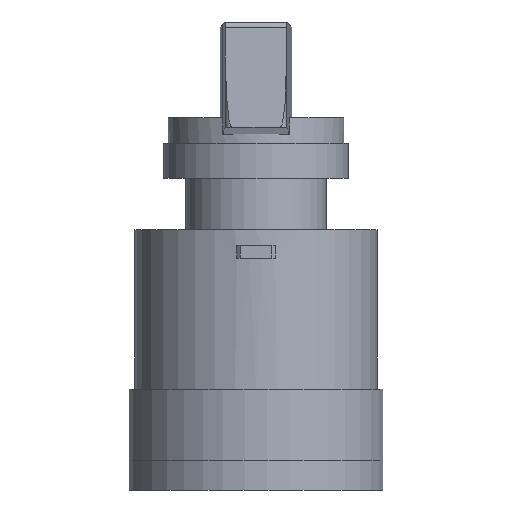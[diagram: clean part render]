
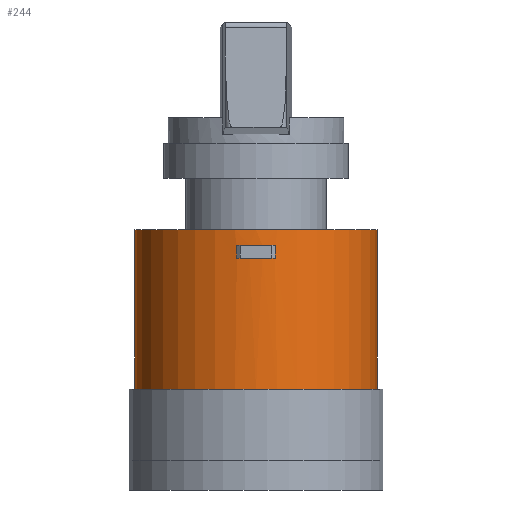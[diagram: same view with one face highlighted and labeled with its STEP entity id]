
A CAD part, front view. The second image highlights one B-rep face of the part: STEP entity #244.
In plain terms, the highlighted cylindrical face has radius 19 mm (diameter 38 mm), a partial arc.
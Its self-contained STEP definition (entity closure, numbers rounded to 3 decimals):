
#167=CARTESIAN_POINT('',(0.,0.0,25.3));
#168=DIRECTION('',(0.0,0.0,1.0));
#169=DIRECTION('',(1.0,0.0,0.0));
#170=AXIS2_PLACEMENT_3D('',#167,#168,#169);
#171=CYLINDRICAL_SURFACE('',#170,19.0);
#172=CARTESIAN_POINT('',(19.,0.0,40.8));
#173=VERTEX_POINT('',#172);
#174=CARTESIAN_POINT('',(19.,0.0,15.8));
#175=VERTEX_POINT('',#174);
#176=CARTESIAN_POINT('',(19.,0.0,40.8));
#177=DIRECTION('',(0.0,0.0,-1.0));
#178=VECTOR('',#177,25.);
#179=LINE('',#176,#178);
#180=EDGE_CURVE('',#173,#175,#179,.T.);
#181=ORIENTED_EDGE('',*,*,#180,.F.);
#182=CARTESIAN_POINT('',(-19.,0.,40.8));
#183=VERTEX_POINT('',#182);
#184=CARTESIAN_POINT('',(0.,0.0,40.8));
#185=DIRECTION('',(0.0,0.0,-1.0));
#186=DIRECTION('',(0.0,1.0,0.0));
#187=AXIS2_PLACEMENT_3D('',#184,#185,#186);
#188=CIRCLE('',#187,19.0);
#189=EDGE_CURVE('',#173,#183,#188,.T.);
#190=ORIENTED_EDGE('',*,*,#189,.T.);
#191=CARTESIAN_POINT('',(-19.,0.,15.8));
#192=VERTEX_POINT('',#191);
#193=CARTESIAN_POINT('',(-19.,0.,40.8));
#194=DIRECTION('',(0.0,0.0,-1.0));
#195=VECTOR('',#194,25.);
#196=LINE('',#193,#195);
#197=EDGE_CURVE('',#183,#192,#196,.T.);
#198=ORIENTED_EDGE('',*,*,#197,.T.);
#199=CARTESIAN_POINT('',(0.,0.0,15.8));
#200=DIRECTION('',(0.0,0.0,-1.0));
#201=DIRECTION('',(1.0,0.0,0.0));
#202=AXIS2_PLACEMENT_3D('',#199,#200,#201);
#203=CIRCLE('',#202,19.0);
#204=EDGE_CURVE('',#175,#192,#203,.T.);
#205=ORIENTED_EDGE('',*,*,#204,.F.);
#206=EDGE_LOOP('',(#181,#190,#198,#205));
#207=FACE_OUTER_BOUND('',#206,.T.);
#208=CARTESIAN_POINT('',(-3.,-18.762,36.3));
#209=VERTEX_POINT('',#208);
#210=CARTESIAN_POINT('',(-3.,-18.762,38.3));
#211=VERTEX_POINT('',#210);
#212=CARTESIAN_POINT('',(-3.,-18.762,36.3));
#213=DIRECTION('',(0.0,0.0,1.0));
#214=VECTOR('',#213,2.0);
#215=LINE('',#212,#214);
#216=EDGE_CURVE('',#209,#211,#215,.T.);
#217=ORIENTED_EDGE('',*,*,#216,.T.);
#218=CARTESIAN_POINT('',(3.,-18.762,38.3));
#219=VERTEX_POINT('',#218);
#220=CARTESIAN_POINT('',(0.,0.0,38.3));
#221=DIRECTION('',(0.0,0.0,1.0));
#222=DIRECTION('',(1.0,0.0,0.0));
#223=AXIS2_PLACEMENT_3D('',#220,#221,#222);
#224=CIRCLE('',#223,19.0);
#225=EDGE_CURVE('',#211,#219,#224,.T.);
#226=ORIENTED_EDGE('',*,*,#225,.T.);
#227=CARTESIAN_POINT('',(3.,-18.762,36.3));
#228=VERTEX_POINT('',#227);
#229=CARTESIAN_POINT('',(3.,-18.762,38.3));
#230=DIRECTION('',(0.0,0.0,-1.0));
#231=VECTOR('',#230,2.0);
#232=LINE('',#229,#231);
#233=EDGE_CURVE('',#219,#228,#232,.T.);
#234=ORIENTED_EDGE('',*,*,#233,.T.);
#235=CARTESIAN_POINT('',(0.,0.0,36.3));
#236=DIRECTION('',(0.0,0.0,-1.0));
#237=DIRECTION('',(1.0,0.0,0.0));
#238=AXIS2_PLACEMENT_3D('',#235,#236,#237);
#239=CIRCLE('',#238,19.0);
#240=EDGE_CURVE('',#228,#209,#239,.T.);
#241=ORIENTED_EDGE('',*,*,#240,.T.);
#242=EDGE_LOOP('',(#217,#226,#234,#241));
#243=FACE_BOUND('',#242,.T.);
#244=ADVANCED_FACE('',(#207,#243),#171,.T.);
